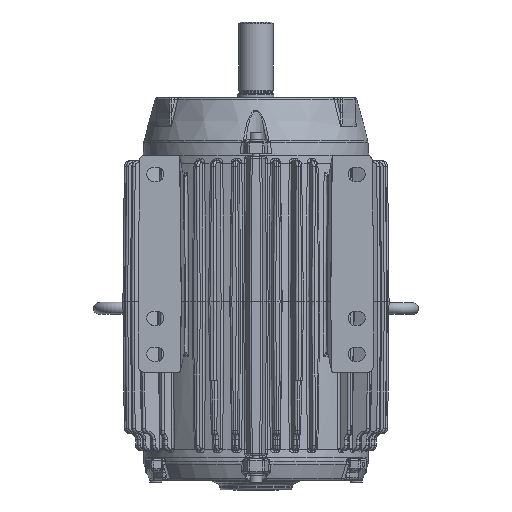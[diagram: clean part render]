
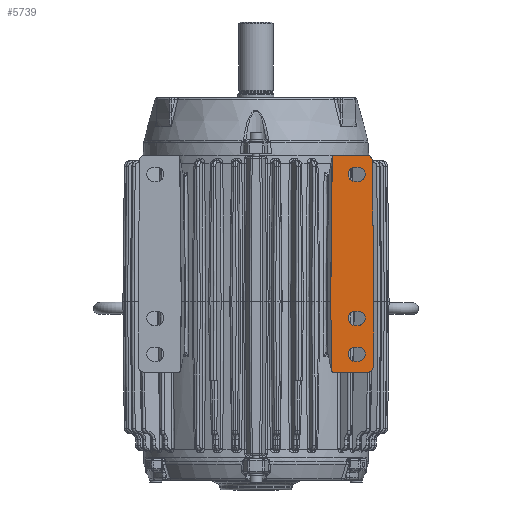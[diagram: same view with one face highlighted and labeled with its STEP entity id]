
A CAD part, front view. The second image highlights one B-rep face of the part: STEP entity #5739.
In plain terms, the highlighted planar face has unit normal (0, -1, 0).
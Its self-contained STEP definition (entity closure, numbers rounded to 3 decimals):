
#3074=FACE_BOUND('',#14638,.T.);
#3075=FACE_BOUND('',#14639,.T.);
#3076=FACE_BOUND('',#14640,.T.);
#3077=FACE_BOUND('',#14641,.T.);
#4257=PLANE('',#65941);
#5739=ADVANCED_FACE('',(#3074,#3075,#3076,#3077),#4257,.T.);
#14638=EDGE_LOOP('',(#30178,#30179,#30180,#30181));
#14639=EDGE_LOOP('',(#30182,#30183,#30184,#30185));
#14640=EDGE_LOOP('',(#30186,#30187,#30188,#30189));
#14641=EDGE_LOOP('',(#30190,#30191,#30192,#30193,#30194,#30195,#30196,#30197,
#30198,#30199));
#18101=LINE('',#89725,#20518);
#18105=LINE('',#89736,#20522);
#18111=LINE('',#89757,#20528);
#18113=LINE('',#89760,#20530);
#18116=LINE('',#89767,#20533);
#18121=LINE('',#89784,#20538);
#18245=LINE('',#92005,#20662);
#18250=LINE('',#92017,#20667);
#18255=LINE('',#92033,#20672);
#18777=LINE('',#110709,#21194);
#18778=LINE('',#110710,#21195);
#18779=LINE('',#110712,#21196);
#20518=VECTOR('',#71821,1.);
#20522=VECTOR('',#71833,1.);
#20528=VECTOR('',#71853,1.);
#20530=VECTOR('',#71857,1.);
#20533=VECTOR('',#71862,1.);
#20538=VECTOR('',#71881,1.);
#20662=VECTOR('',#72327,1.);
#20667=VECTOR('',#72336,1.);
#20672=VECTOR('',#72343,1.);
#21194=VECTOR('',#75483,1.);
#21195=VECTOR('',#75484,1.);
#21196=VECTOR('',#75485,1.);
#30178=ORIENTED_EDGE('',*,*,#50951,.F.);
#30179=ORIENTED_EDGE('',*,*,#50954,.F.);
#30180=ORIENTED_EDGE('',*,*,#50947,.F.);
#30181=ORIENTED_EDGE('',*,*,#50956,.F.);
#30182=ORIENTED_EDGE('',*,*,#50966,.F.);
#30183=ORIENTED_EDGE('',*,*,#50968,.F.);
#30184=ORIENTED_EDGE('',*,*,#50962,.F.);
#30185=ORIENTED_EDGE('',*,*,#50959,.F.);
#30186=ORIENTED_EDGE('',*,*,#50935,.F.);
#30187=ORIENTED_EDGE('',*,*,#50944,.F.);
#30188=ORIENTED_EDGE('',*,*,#50941,.F.);
#30189=ORIENTED_EDGE('',*,*,#50938,.F.);
#30190=ORIENTED_EDGE('',*,*,#53648,.F.);
#30191=ORIENTED_EDGE('',*,*,#51328,.T.);
#30192=ORIENTED_EDGE('',*,*,#51343,.F.);
#30193=ORIENTED_EDGE('',*,*,#53649,.F.);
#30194=ORIENTED_EDGE('',*,*,#51322,.F.);
#30195=ORIENTED_EDGE('',*,*,#51347,.F.);
#30196=ORIENTED_EDGE('',*,*,#51334,.T.);
#30197=ORIENTED_EDGE('',*,*,#51340,.F.);
#30198=ORIENTED_EDGE('',*,*,#53650,.F.);
#30199=ORIENTED_EDGE('',*,*,#53651,.F.);
#44926=VERTEX_POINT('',#89718);
#44927=VERTEX_POINT('',#89720);
#44929=VERTEX_POINT('',#89726);
#44931=VERTEX_POINT('',#89732);
#44934=VERTEX_POINT('',#89742);
#44935=VERTEX_POINT('',#89744);
#44938=VERTEX_POINT('',#89751);
#44939=VERTEX_POINT('',#89753);
#44942=VERTEX_POINT('',#89766);
#44943=VERTEX_POINT('',#89768);
#44945=VERTEX_POINT('',#89774);
#44947=VERTEX_POINT('',#89780);
#45254=VERTEX_POINT('',#92004);
#45255=VERTEX_POINT('',#92006);
#45260=VERTEX_POINT('',#92018);
#45261=VERTEX_POINT('',#92019);
#45266=VERTEX_POINT('',#92034);
#45267=VERTEX_POINT('',#92035);
#45271=VERTEX_POINT('',#92045);
#45273=VERTEX_POINT('',#92051);
#46799=VERTEX_POINT('',#110708);
#46800=VERTEX_POINT('',#110711);
#50935=EDGE_CURVE('',#44926,#44927,#60524,.T.);
#50938=EDGE_CURVE('',#44927,#44929,#18101,.T.);
#50941=EDGE_CURVE('',#44929,#44931,#60525,.T.);
#50944=EDGE_CURVE('',#44931,#44926,#18105,.T.);
#50947=EDGE_CURVE('',#44934,#44935,#60526,.T.);
#50951=EDGE_CURVE('',#44938,#44939,#60527,.T.);
#50954=EDGE_CURVE('',#44935,#44938,#18111,.T.);
#50956=EDGE_CURVE('',#44939,#44934,#18113,.T.);
#50959=EDGE_CURVE('',#44942,#44943,#18116,.T.);
#50962=EDGE_CURVE('',#44943,#44945,#60528,.T.);
#50966=EDGE_CURVE('',#44947,#44942,#60529,.T.);
#50968=EDGE_CURVE('',#44945,#44947,#18121,.T.);
#51322=EDGE_CURVE('',#45254,#45255,#18245,.T.);
#51328=EDGE_CURVE('',#45260,#45261,#18250,.T.);
#51334=EDGE_CURVE('',#45266,#45267,#18255,.T.);
#51340=EDGE_CURVE('',#45271,#45267,#60595,.T.);
#51343=EDGE_CURVE('',#45273,#45261,#60596,.T.);
#51347=EDGE_CURVE('',#45266,#45254,#60597,.T.);
#53648=EDGE_CURVE('',#45260,#46799,#61272,.T.);
#53649=EDGE_CURVE('',#45255,#45273,#18777,.T.);
#53650=EDGE_CURVE('',#46800,#45271,#18778,.T.);
#53651=EDGE_CURVE('',#46799,#46800,#18779,.T.);
#60524=CIRCLE('',#64446,5.);
#60525=CIRCLE('',#64450,5.);
#60526=CIRCLE('',#64454,5.);
#60527=CIRCLE('',#64457,5.);
#60528=CIRCLE('',#64463,5.);
#60529=CIRCLE('',#64466,5.);
#60595=CIRCLE('',#64633,4.);
#60596=CIRCLE('',#64636,1.5);
#60597=CIRCLE('',#64639,1.5);
#61272=CIRCLE('',#65940,3.944);
#64446=AXIS2_PLACEMENT_3D('',#89719,#71815,#71816);
#64450=AXIS2_PLACEMENT_3D('',#89731,#71827,#71828);
#64454=AXIS2_PLACEMENT_3D('',#89743,#71839,#71840);
#64457=AXIS2_PLACEMENT_3D('',#89752,#71847,#71848);
#64463=AXIS2_PLACEMENT_3D('',#89773,#71868,#71869);
#64466=AXIS2_PLACEMENT_3D('',#89781,#71876,#71877);
#64633=AXIS2_PLACEMENT_3D('',#92047,#72351,#72352);
#64636=AXIS2_PLACEMENT_3D('',#92053,#72358,#72359);
#64639=AXIS2_PLACEMENT_3D('',#92084,#72364,#72365);
#65940=AXIS2_PLACEMENT_3D('',#110707,#75481,#75482);
#65941=AXIS2_PLACEMENT_3D('',#110713,#75486,#75487);
#71815=DIRECTION('',(0.,-1.,0.));
#71816=DIRECTION('',(0.003,0.,-1.));
#71821=DIRECTION('',(-1.,0.,-0.003));
#71827=DIRECTION('',(0.,-1.,0.));
#71828=DIRECTION('',(0.003,0.,-1.));
#71833=DIRECTION('',(1.,0.,0.003));
#71839=DIRECTION('',(0.,-1.,0.));
#71840=DIRECTION('',(0.003,0.,-1.));
#71847=DIRECTION('',(0.,-1.,0.));
#71848=DIRECTION('',(0.003,0.,-1.));
#71853=DIRECTION('',(1.,0.,0.003));
#71857=DIRECTION('',(-1.,0.,-0.003));
#71862=DIRECTION('',(-1.,0.,-0.003));
#71868=DIRECTION('',(0.,-1.,0.));
#71869=DIRECTION('',(0.003,0.,-1.));
#71876=DIRECTION('',(0.,-1.,0.));
#71877=DIRECTION('',(0.003,0.,-1.));
#71881=DIRECTION('',(1.,0.,0.003));
#72327=DIRECTION('',(-0.014,0.,1.));
#72336=DIRECTION('',(-1.,0.,0.));
#72343=DIRECTION('',(1.,0.,0.));
#72351=DIRECTION('',(0.,1.,0.));
#72352=DIRECTION('',(0.,0.,-1.));
#72358=DIRECTION('',(0.,1.,0.));
#72359=DIRECTION('',(0.,0.,-1.));
#72364=DIRECTION('',(0.,1.,0.));
#72365=DIRECTION('',(0.,0.,-1.));
#75481=DIRECTION('',(0.,1.,0.));
#75482=DIRECTION('',(0.,0.,-1.));
#75483=DIRECTION('',(0.01,0.,1.));
#75484=DIRECTION('',(-0.007,0.,-1.));
#75485=DIRECTION('',(0.01,0.,-1.));
#75486=DIRECTION('',(0.,-1.,0.));
#75487=DIRECTION('',(0.,0.,-1.));
#89718=CARTESIAN_POINT('',(71.035,-90.,-60.93));
#89719=CARTESIAN_POINT('',(71.017,-90.,-55.93));
#89720=CARTESIAN_POINT('',(71.,-90.,-50.93));
#89725=CARTESIAN_POINT('',(71.,-90.,-50.93));
#89726=CARTESIAN_POINT('',(69.,-90.,-50.937));
#89731=CARTESIAN_POINT('',(69.017,-90.,-55.937));
#89732=CARTESIAN_POINT('',(69.035,-90.,-60.937));
#89736=CARTESIAN_POINT('',(69.035,-90.,-60.937));
#89742=CARTESIAN_POINT('',(69.,-90.,-175.937));
#89743=CARTESIAN_POINT('',(69.017,-90.,-180.937));
#89744=CARTESIAN_POINT('',(69.035,-90.,-185.937));
#89751=CARTESIAN_POINT('',(71.035,-90.,-185.93));
#89752=CARTESIAN_POINT('',(71.017,-90.,-180.93));
#89753=CARTESIAN_POINT('',(71.,-90.,-175.93));
#89757=CARTESIAN_POINT('',(69.035,-90.,-185.937));
#89760=CARTESIAN_POINT('',(71.,-90.,-175.93));
#89766=CARTESIAN_POINT('',(71.,-90.,-150.93));
#89767=CARTESIAN_POINT('',(71.,-90.,-150.93));
#89768=CARTESIAN_POINT('',(69.,-90.,-150.937));
#89773=CARTESIAN_POINT('',(69.017,-90.,-155.937));
#89774=CARTESIAN_POINT('',(69.035,-90.,-160.937));
#89780=CARTESIAN_POINT('',(71.035,-90.,-160.93));
#89781=CARTESIAN_POINT('',(71.017,-90.,-155.93));
#89784=CARTESIAN_POINT('',(69.035,-90.,-160.937));
#92004=CARTESIAN_POINT('',(52.639,-90.,-191.953));
#92005=CARTESIAN_POINT('',(51.973,-90.,-144.3));
#92006=CARTESIAN_POINT('',(51.973,-90.,-144.3));
#92017=CARTESIAN_POINT('',(52.269,-90.,-42.511));
#92018=CARTESIAN_POINT('',(76.926,-90.,-42.511));
#92019=CARTESIAN_POINT('',(54.524,-90.,-42.511));
#92033=CARTESIAN_POINT('',(52.144,-90.,-193.432));
#92034=CARTESIAN_POINT('',(54.138,-90.,-193.432));
#92035=CARTESIAN_POINT('',(77.58,-90.,-193.432));
#92045=CARTESIAN_POINT('',(81.58,-90.,-189.46));
#92047=CARTESIAN_POINT('',(77.58,-90.,-189.432));
#92051=CARTESIAN_POINT('',(53.024,-90.,-43.995));
#92053=CARTESIAN_POINT('',(54.524,-90.,-44.011));
#92084=CARTESIAN_POINT('',(54.138,-90.,-191.932));
#110707=CARTESIAN_POINT('',(76.926,-90.,-46.455));
#110708=CARTESIAN_POINT('',(80.87,-90.,-46.414));
#110709=CARTESIAN_POINT('',(51.973,-90.,-144.301));
#110710=CARTESIAN_POINT('',(81.895,-90.,-144.3));
#110711=CARTESIAN_POINT('',(81.895,-90.,-144.3));
#110712=CARTESIAN_POINT('',(81.895,-90.,-144.301));
#110713=CARTESIAN_POINT('',(0.,-90.,-41.3));
